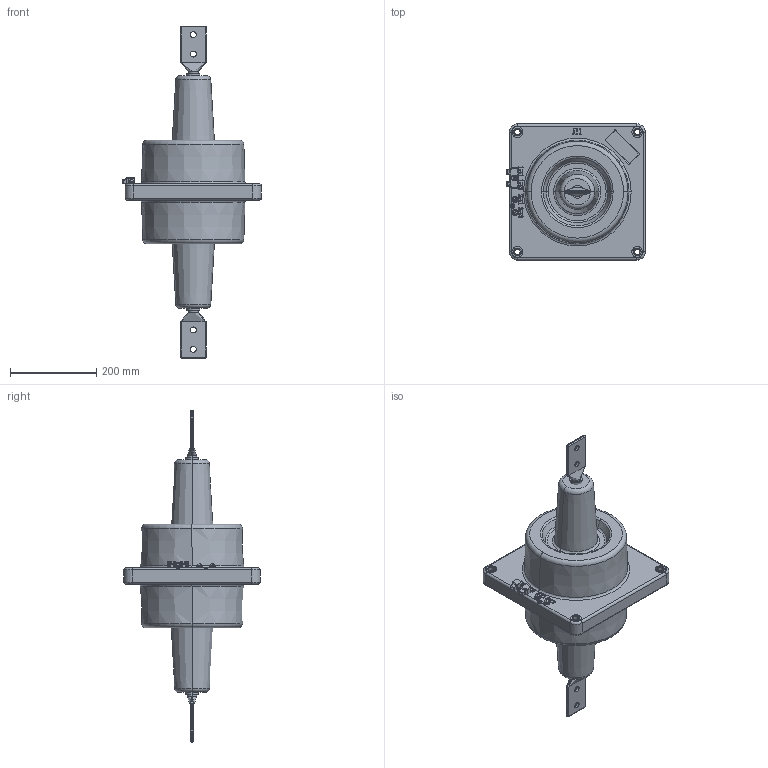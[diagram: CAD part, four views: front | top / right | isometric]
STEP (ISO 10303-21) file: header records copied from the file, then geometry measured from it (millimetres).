
FILE_DESCRIPTION (( 'STEP AP203' ), '1' );
FILE_NAME ('ﾒﾏﾋ-20 (300-2000)ﾀ.STEP', '2019-02-14T09:01:39', ( '' ), ( '' ), 'SwSTEP 2.0', 'SolidWorks 2010', '' );
FILE_SCHEMA (( 'CONFIG_CONTROL_DESIGN' ));
Length unit declared in the file: millimetre
Products named in the file (1): ﾒﾏﾋ-20 (300-2000)ﾀ
Bounding box: 322 x 316 x 770 mm (x, y, z)
Surface area: 564975 mm2 (no closed solid volume)
Topology: 0 solids, 21 shells, 418 faces, 1667 edges, 1225 vertices
Faces by surface type: cylinder 119, plane 118, bspline 108, torus 32, sphere 21, cone 20
Entity records: 23972 total; most frequent: CARTESIAN_POINT 11584, ORIENTED_EDGE 2460, DIRECTION 2165, EDGE_CURVE 1651, VERTEX_POINT 1225, AXIS2_PLACEMENT_3D 727, LINE 711, VECTOR 711
